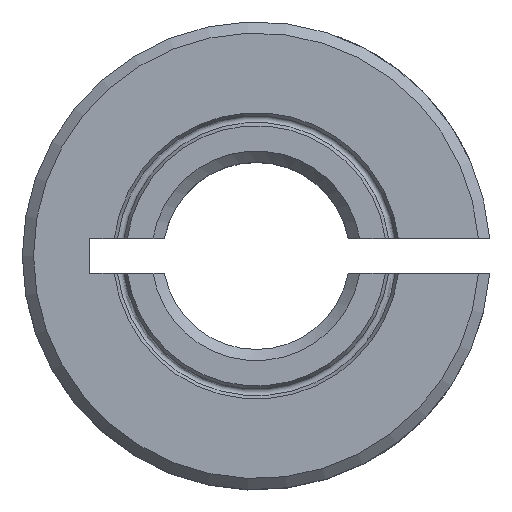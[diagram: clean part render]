
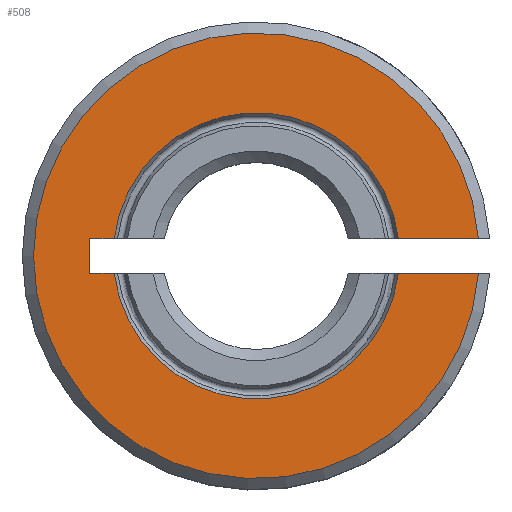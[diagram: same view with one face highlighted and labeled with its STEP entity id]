
A CAD part, top view. The second image highlights one B-rep face of the part: STEP entity #508.
In plain terms, the highlighted planar face has unit normal (0, 0, 1).
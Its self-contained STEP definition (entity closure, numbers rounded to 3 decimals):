
#20=PLANE($,#561);
#30=LINE($,#868,#53);
#39=LINE($,#928,#62);
#41=LINE($,#935,#64);
#44=LINE($,#959,#67);
#45=LINE($,#962,#68);
#53=VECTOR($,#614,2.714);
#62=VECTOR($,#659,1.191);
#64=VECTOR($,#663,0.833);
#67=VECTOR($,#682,2.714);
#68=VECTOR($,#685,0.833);
#129=CIRCLE($,#550,7.557);
#130=CIRCLE($,#555,4.855);
#134=CIRCLE($,#562,4.855);
#155=FACE_OUTER_BOUND($,#188,.T.);
#188=EDGE_LOOP($,(#437,#438,#439,#440,#441,#442,#443,#444));
#223=VERTEX_POINT($,#845);
#228=VERTEX_POINT($,#864);
#241=VERTEX_POINT($,#915);
#242=VERTEX_POINT($,#925);
#243=VERTEX_POINT($,#927);
#244=VERTEX_POINT($,#931);
#251=VERTEX_POINT($,#958);
#252=VERTEX_POINT($,#960);
#285=EDGE_CURVE($,#223,#228,#30,.T.);
#304=EDGE_CURVE($,#241,#228,#129,.T.);
#308=EDGE_CURVE($,#242,#243,#39,.T.);
#311=EDGE_CURVE($,#244,#242,#41,.T.);
#312=EDGE_CURVE($,#244,#223,#130,.T.);
#320=EDGE_CURVE($,#241,#251,#44,.T.);
#321=EDGE_CURVE($,#251,#252,#134,.T.);
#322=EDGE_CURVE($,#252,#243,#45,.T.);
#437=ORIENTED_EDGE($,*,*,#312,.T.);
#438=ORIENTED_EDGE($,*,*,#285,.T.);
#439=ORIENTED_EDGE($,*,*,#304,.F.);
#440=ORIENTED_EDGE($,*,*,#320,.T.);
#441=ORIENTED_EDGE($,*,*,#321,.T.);
#442=ORIENTED_EDGE($,*,*,#322,.T.);
#443=ORIENTED_EDGE($,*,*,#308,.F.);
#444=ORIENTED_EDGE($,*,*,#311,.F.);
#508=ADVANCED_FACE($,(#155),#20,.T.);
#550=AXIS2_PLACEMENT_3D($,#916,#652,#653);
#555=AXIS2_PLACEMENT_3D($,#937,#666,#667);
#561=AXIS2_PLACEMENT_3D($,#957,#680,#681);
#562=AXIS2_PLACEMENT_3D($,#961,#683,#684);
#614=DIRECTION($,(1.,0.,0.));
#652=DIRECTION('center_axis',(0.,0.,
-1.));
#653=DIRECTION('ref_axis',(-1.,0.,0.));
#659=DIRECTION($,(0.,-1.,0.));
#663=DIRECTION($,(-1.,0.,0.));
#666=DIRECTION('center_axis',(0.,0.,
-1.));
#667=DIRECTION('ref_axis',(-0.992,0.123,0.));
#680=DIRECTION('center_axis',(0.,0.,1.));
#681=DIRECTION('ref_axis',(1.,0.,0.));
#682=DIRECTION($,(-1.,0.,0.));
#683=DIRECTION('center_axis',(0.,0.,
-1.));
#684=DIRECTION('ref_axis',(0.992,-0.123,0.));
#685=DIRECTION($,(-1.,0.,0.));
#845=CARTESIAN_POINT('',(4.819,0.595,7.137));
#864=CARTESIAN_POINT('',(7.533,0.595,7.137));
#868=CARTESIAN_POINT($,(4.819,0.595,7.137));
#915=CARTESIAN_POINT('',(7.533,-0.595,7.137));
#916=CARTESIAN_POINT('Origin',(0.,0.,
7.137));
#925=CARTESIAN_POINT('',(-5.652,0.595,7.137));
#927=CARTESIAN_POINT('',(-5.652,-0.595,7.137));
#928=CARTESIAN_POINT($,(-5.652,0.595,7.137));
#931=CARTESIAN_POINT('',(-4.819,0.595,7.137));
#935=CARTESIAN_POINT($,(-4.819,0.595,7.137));
#937=CARTESIAN_POINT('Origin',(0.,0.,
7.137));
#957=CARTESIAN_POINT('Origin',(-0.012,-7.647,7.137));
#958=CARTESIAN_POINT('',(4.819,-0.595,7.137));
#959=CARTESIAN_POINT($,(7.533,-0.595,7.137));
#960=CARTESIAN_POINT('',(-4.819,-0.595,7.137));
#961=CARTESIAN_POINT('Origin',(0.,0.,
7.137));
#962=CARTESIAN_POINT($,(-4.819,-0.595,7.137));
